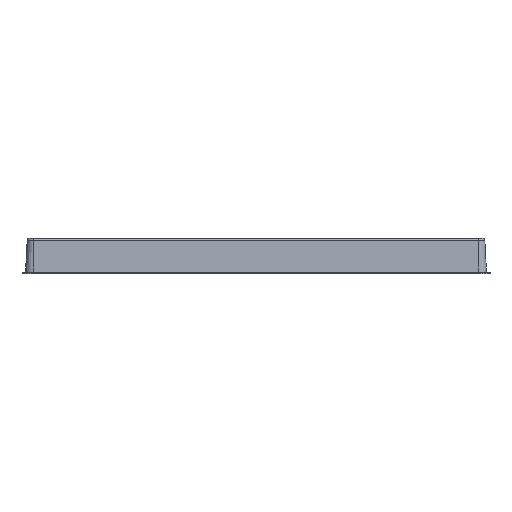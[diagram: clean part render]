
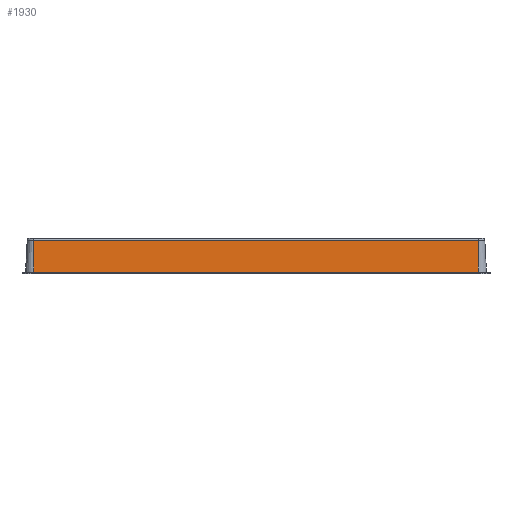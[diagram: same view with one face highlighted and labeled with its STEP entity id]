
A CAD part, left-side view. The second image highlights one B-rep face of the part: STEP entity #1930.
In plain terms, the highlighted planar face has unit normal (-0.999, 0, 0.052).
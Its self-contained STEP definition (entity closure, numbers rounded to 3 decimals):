
#394 = DIRECTION ( 'NONE',  ( 0., -1., 0. ) ) ;
#450 = ORIENTED_EDGE ( 'NONE', *, *, #8310, .T. ) ;
#481 = LINE ( 'NONE', #4715, #1557 ) ;
#611 = VECTOR ( 'NONE', #394, 1000. ) ;
#1023 = DIRECTION ( 'NONE',  ( -0.052, 0., -0.999 ) ) ;
#1166 = FACE_OUTER_BOUND ( 'NONE', #4318, .T. ) ;
#1557 = VECTOR ( 'NONE', #1023, 1000. ) ;
#1930 = ADVANCED_FACE ( 'NONE', ( #1166 ), #11205, .T. ) ;
#2309 = EDGE_CURVE ( 'NONE', #8306, #7958, #5045, .T. ) ;
#2581 = AXIS2_PLACEMENT_3D ( 'NONE', #11983, #2754, #10734 ) ;
#2754 = DIRECTION ( 'NONE',  ( -0.999, 0., 0.052 ) ) ;
#3011 = CARTESIAN_POINT ( 'NONE',  ( -196.975, 190., 10.474 ) ) ;
#3207 = CARTESIAN_POINT ( 'NONE',  ( -195.553, -190., 37.605 ) ) ;
#4318 = EDGE_LOOP ( 'NONE', ( #5332, #450, #10096, #6209 ) ) ;
#4441 = CARTESIAN_POINT ( 'NONE',  ( -195.553, 190., 37.605 ) ) ;
#4715 = CARTESIAN_POINT ( 'NONE',  ( -197., 190., 10. ) ) ;
#5045 = LINE ( 'NONE', #10959, #8428 ) ;
#5140 = VECTOR ( 'NONE', #6366, 1000. ) ;
#5332 = ORIENTED_EDGE ( 'NONE', *, *, #10260, .T. ) ;
#5358 = LINE ( 'NONE', #10668, #611 ) ;
#5388 = LINE ( 'NONE', #5721, #5140 ) ;
#5721 = CARTESIAN_POINT ( 'NONE',  ( -195.553, 190., 37.605 ) ) ;
#5977 = VERTEX_POINT ( 'NONE', #4441 ) ;
#6209 = ORIENTED_EDGE ( 'NONE', *, *, #8538, .T. ) ;
#6366 = DIRECTION ( 'NONE',  ( 0., 1., 0. ) ) ;
#6725 = DIRECTION ( 'NONE',  ( -0.052, 0., -0.999 ) ) ;
#7958 = VERTEX_POINT ( 'NONE', #11623 ) ;
#8306 = VERTEX_POINT ( 'NONE', #3207 ) ;
#8310 = EDGE_CURVE ( 'NONE', #9786, #7958, #5358, .T. ) ;
#8428 = VECTOR ( 'NONE', #6725, 1000. ) ;
#8538 = EDGE_CURVE ( 'NONE', #8306, #5977, #5388, .T. ) ;
#9786 = VERTEX_POINT ( 'NONE', #3011 ) ;
#10096 = ORIENTED_EDGE ( 'NONE', *, *, #2309, .F. ) ;
#10260 = EDGE_CURVE ( 'NONE', #5977, #9786, #481, .T. ) ;
#10668 = CARTESIAN_POINT ( 'NONE',  ( -196.975, 190., 10.474 ) ) ;
#10734 = DIRECTION ( 'NONE',  ( 0.052, 0., 0.999 ) ) ;
#10959 = CARTESIAN_POINT ( 'NONE',  ( -197., -190., 10. ) ) ;
#11205 = PLANE ( 'NONE',  #2581 ) ;
#11623 = CARTESIAN_POINT ( 'NONE',  ( -196.975, -190., 10.474 ) ) ;
#11983 = CARTESIAN_POINT ( 'NONE',  ( -197., 190., 10. ) ) ;
